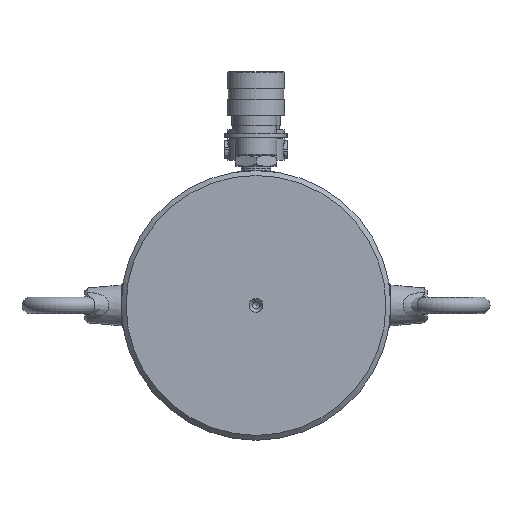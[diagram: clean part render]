
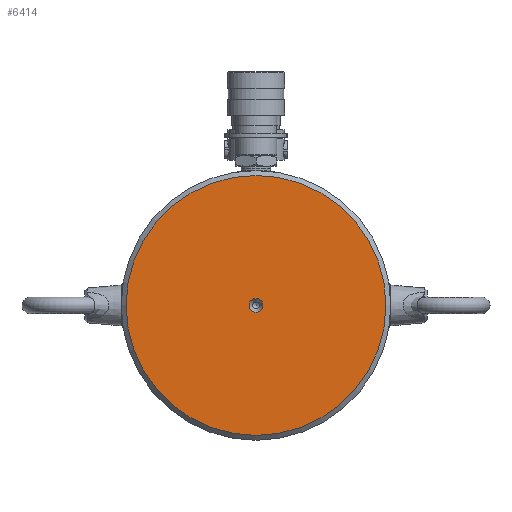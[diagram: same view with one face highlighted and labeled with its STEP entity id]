
A CAD part, front view. The second image highlights one B-rep face of the part: STEP entity #6414.
In plain terms, the highlighted planar face has unit normal (0, -1, 0).
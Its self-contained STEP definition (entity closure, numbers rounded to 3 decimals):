
#122 = VERTEX_POINT ( 'NONE', #7539 ) ;
#1410 = DIRECTION ( 'NONE',  ( 0., 1., 0. ) ) ;
#1473 = DIRECTION ( 'NONE',  ( 0., 0., 1. ) ) ;
#2165 = CARTESIAN_POINT ( 'NONE',  ( 0., 0., 0. ) ) ;
#2585 = ORIENTED_EDGE ( 'NONE', *, *, #16479, .F. ) ;
#2913 = AXIS2_PLACEMENT_3D ( 'NONE', #2165, #12666, #5805 ) ;
#3939 = EDGE_CURVE ( 'NONE', #122, #122, #21024, .T. ) ;
#5398 = EDGE_LOOP ( 'NONE', ( #2585 ) ) ;
#5805 = DIRECTION ( 'NONE',  ( 0., 0., -1. ) ) ;
#5985 = CARTESIAN_POINT ( 'NONE',  ( 0., 0., 0. ) ) ;
#6289 = ORIENTED_EDGE ( 'NONE', *, *, #3939, .T. ) ;
#6414 = ADVANCED_FACE ( 'NONE', ( #10294, #16972 ), #6521, .F. ) ;
#6521 = PLANE ( 'NONE',  #11470 ) ;
#6608 = CARTESIAN_POINT ( 'NONE',  ( 0., 0., -4.25 ) ) ;
#7539 = CARTESIAN_POINT ( 'NONE',  ( 0., 0., 79.5 ) ) ;
#7683 = DIRECTION ( 'NONE',  ( 0., 0., 1. ) ) ;
#9813 = VERTEX_POINT ( 'NONE', #6608 ) ;
#10294 = FACE_BOUND ( 'NONE', #5398, .T. ) ;
#11470 = AXIS2_PLACEMENT_3D ( 'NONE', #18247, #1410, #1473 ) ;
#12666 = DIRECTION ( 'NONE',  ( 0., -1., 0. ) ) ;
#15588 = AXIS2_PLACEMENT_3D ( 'NONE', #5985, #17868, #7683 ) ;
#15799 = EDGE_LOOP ( 'NONE', ( #6289 ) ) ;
#16479 = EDGE_CURVE ( 'NONE', #9813, #9813, #19705, .T. ) ;
#16972 = FACE_OUTER_BOUND ( 'NONE', #15799, .T. ) ;
#17868 = DIRECTION ( 'NONE',  ( 0., -1., 0. ) ) ;
#18247 = CARTESIAN_POINT ( 'NONE',  ( 0., 0., 0. ) ) ;
#19705 = CIRCLE ( 'NONE', #2913, 4.25 ) ;
#21024 = CIRCLE ( 'NONE', #15588, 79.5 ) ;
